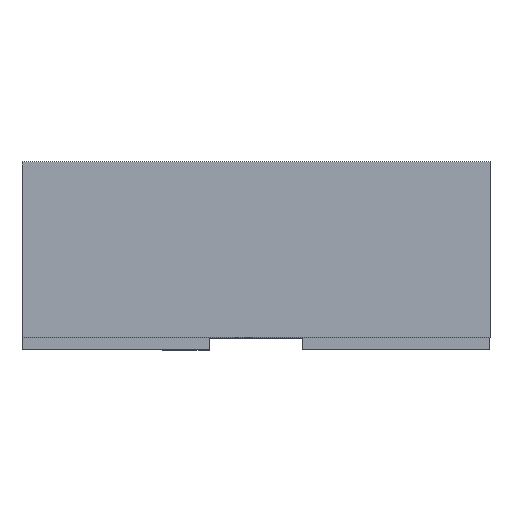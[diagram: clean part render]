
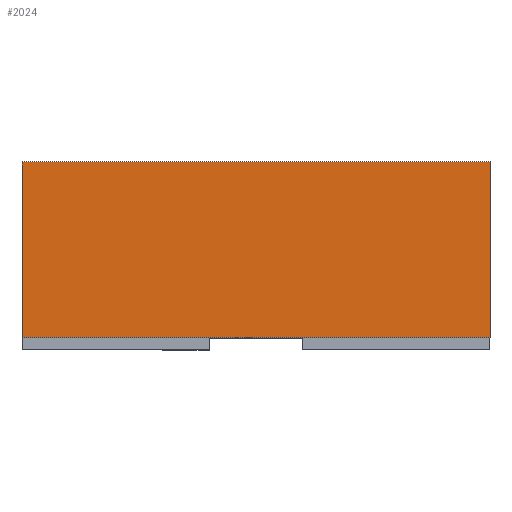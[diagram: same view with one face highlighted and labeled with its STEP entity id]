
A CAD part, top view. The second image highlights one B-rep face of the part: STEP entity #2024.
In plain terms, the highlighted planar face has unit normal (0, 0, 1).
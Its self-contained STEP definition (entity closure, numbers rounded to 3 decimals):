
#76 = CARTESIAN_POINT ( 'NONE',  ( -0.5, 0.375, 0.5 ) ) ;
#118 = DIRECTION ( 'NONE',  ( 0., 0., -1. ) ) ;
#221 = AXIS2_PLACEMENT_3D ( 'NONE', #313, #118, #1903 ) ;
#231 = EDGE_CURVE ( 'NONE', #2048, #1081, #677, .T. ) ;
#232 = LINE ( 'NONE', #1290, #2155 ) ;
#234 = ORIENTED_EDGE ( 'NONE', *, *, #1883, .F. ) ;
#280 = VECTOR ( 'NONE', #1491, 1000. ) ;
#285 = CARTESIAN_POINT ( 'NONE',  ( -0.5, 0.375, 0.5 ) ) ;
#313 = CARTESIAN_POINT ( 'NONE',  ( 0.5, 0.375, 0.5 ) ) ;
#323 = CARTESIAN_POINT ( 'NONE',  ( 0.5, 0., 0.5 ) ) ;
#501 = CARTESIAN_POINT ( 'NONE',  ( -0.5, 0., 0.5 ) ) ;
#522 = CARTESIAN_POINT ( 'NONE',  ( 0.5, 0.375, 0.5 ) ) ;
#530 = EDGE_CURVE ( 'NONE', #1794, #1039, #1754, .T. ) ;
#574 = CARTESIAN_POINT ( 'NONE',  ( 0.5, 0., 0.5 ) ) ;
#677 = LINE ( 'NONE', #522, #1606 ) ;
#1039 = VERTEX_POINT ( 'NONE', #285 ) ;
#1065 = DIRECTION ( 'NONE',  ( 0., 1., 0. ) ) ;
#1081 = VERTEX_POINT ( 'NONE', #1929 ) ;
#1092 = ORIENTED_EDGE ( 'NONE', *, *, #530, .F. ) ;
#1207 = VECTOR ( 'NONE', #1651, 1000. ) ;
#1210 = ORIENTED_EDGE ( 'NONE', *, *, #231, .T. ) ;
#1290 = CARTESIAN_POINT ( 'NONE',  ( 0., 0.375, 0.5 ) ) ;
#1325 = LINE ( 'NONE', #574, #1207 ) ;
#1488 = EDGE_CURVE ( 'NONE', #2048, #1794, #1325, .T. ) ;
#1491 = DIRECTION ( 'NONE',  ( 0., 1., 0. ) ) ;
#1527 = EDGE_LOOP ( 'NONE', ( #1210, #234, #1092, #1931 ) ) ;
#1606 = VECTOR ( 'NONE', #1065, 1000. ) ;
#1651 = DIRECTION ( 'NONE',  ( -1., 0., 0. ) ) ;
#1673 = FACE_OUTER_BOUND ( 'NONE', #1527, .T. ) ;
#1754 = LINE ( 'NONE', #76, #280 ) ;
#1794 = VERTEX_POINT ( 'NONE', #501 ) ;
#1883 = EDGE_CURVE ( 'NONE', #1039, #1081, #232, .T. ) ;
#1903 = DIRECTION ( 'NONE',  ( -1., 0., 0. ) ) ;
#1929 = CARTESIAN_POINT ( 'NONE',  ( 0.5, 0.375, 0.5 ) ) ;
#1931 = ORIENTED_EDGE ( 'NONE', *, *, #1488, .F. ) ;
#2024 = ADVANCED_FACE ( 'NONE', ( #1673 ), #2060, .F. ) ;
#2048 = VERTEX_POINT ( 'NONE', #323 ) ;
#2060 = PLANE ( 'NONE',  #221 ) ;
#2155 = VECTOR ( 'NONE', #2196, 1000. ) ;
#2196 = DIRECTION ( 'NONE',  ( 1., 0., 0. ) ) ;
